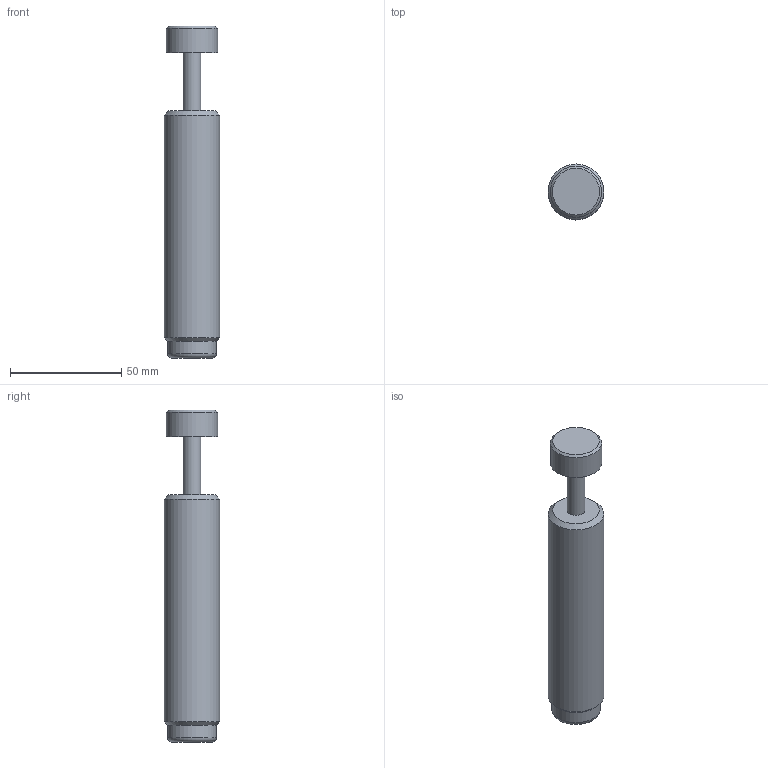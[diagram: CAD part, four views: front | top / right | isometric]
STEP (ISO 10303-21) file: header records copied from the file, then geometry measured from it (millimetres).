
FILE_DESCRIPTION((''),'2;1');
FILE_NAME('MSL-S3.stp','2012-11-22T13:25:05',('hartung_david'),(''),'Autodesk Inventor 2012','Autodesk Inventor 2012','');
FILE_SCHEMA(('AUTOMOTIVE_DESIGN { 1 0 10303 214 1 1 1 1 }'));
Length unit declared in the file: millimetre
Products named in the file (4): MSL-S3-1-00-ZUS; MSL-S3-1-01-Koerper; MSL-S3-1-02-Stoessel; MSL-S3-1-03-Kappe
Assembly tree (3 placements, depth 2):
  MSL-S3-1-00-ZUS
    MSL-S3-1-01-Koerper
    MSL-S3-1-02-Stoessel
    MSL-S3-1-03-Kappe
Bounding box: 25 x 25 x 149 mm (x, y, z)
Volume: 58316.6 mm3; surface area: 12762.1 mm2
Topology: 3 solids, 3 shells, 18 faces, 26 edges, 16 vertices
Faces by surface type: plane 8, cylinder 6, cone 3, torus 1
Full cylindrical faces by diameter (mm): 8 x3, 22 x1, 23 x1, 25 x1
Entity records: 453 total; most frequent: DIRECTION 80, CARTESIAN_POINT 55, AXIS2_PLACEMENT_3D 40, ORIENTED_EDGE 30, EDGE_LOOP 30, FACE_OUTER_BOUND 18, ADVANCED_FACE 18, VERTEX_POINT 15
